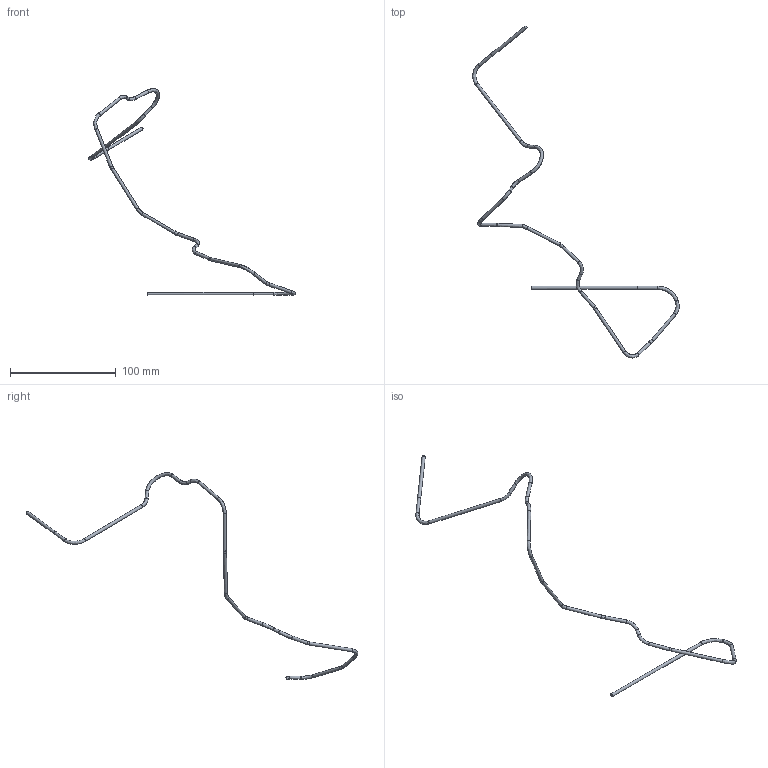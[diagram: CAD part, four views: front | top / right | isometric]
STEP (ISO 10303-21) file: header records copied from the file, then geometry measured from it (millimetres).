
FILE_DESCRIPTION(('FreeCAD Model'),'2;1');
FILE_NAME('Open CASCADE Shape Model','2024-11-19T11:26:30',('Author'),( ''),'Open CASCADE STEP processor 7.6','FreeCAD','Unknown');
FILE_SCHEMA(('CONFIG_CONTROL_DESIGN','SHAPE_APPEARANCE_LAYER_MIM'));
Length unit declared in the file: millimetre
Products named in the file (2): Dorn; SOLID
Assembly tree (1 placements, depth 2):
  Dorn
    SOLID
Bounding box: 194.99 x 313.26 x 195.08 mm (x, y, z)
Volume: 5067.7 mm3; surface area: 7475.5 mm2
Topology: 1 solids, 1 shells, 37 faces, 76 edges, 40 vertices
Faces by surface type: bspline 33, cylinder 2, plane 1, sphere 1
Full cylindrical faces by diameter (mm): 3 x2
Entity records: 1604 total; most frequent: CARTESIAN_POINT 961, ORIENTED_EDGE 150, DIRECTION 80, EDGE_CURVE 75, AXIS2_PLACEMENT_3D 40, VERTEX_POINT 40, ADVANCED_FACE 37, FACE_BOUND 37
